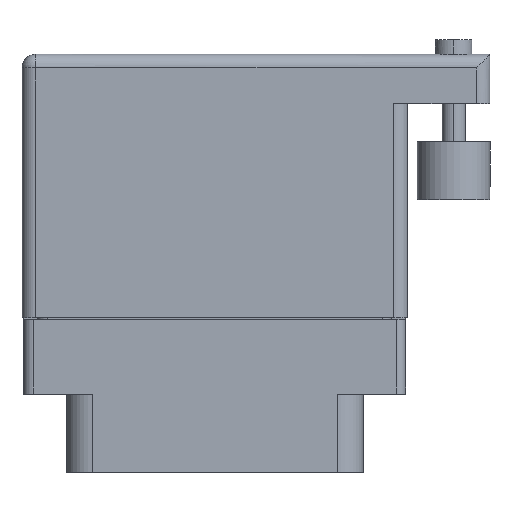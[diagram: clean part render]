
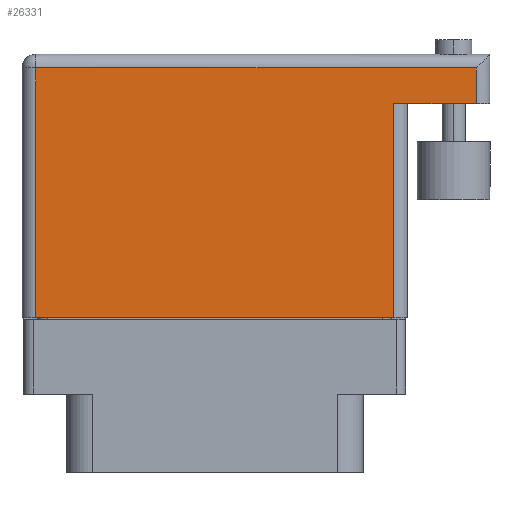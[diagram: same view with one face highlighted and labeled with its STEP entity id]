
A CAD part, front view. The second image highlights one B-rep face of the part: STEP entity #26331.
In plain terms, the highlighted face is planar.
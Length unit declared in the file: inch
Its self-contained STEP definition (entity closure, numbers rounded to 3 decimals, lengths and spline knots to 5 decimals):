
#177 = ORIENTED_EDGE ( 'NONE', *, *, #3035, .T. ) ;
#436 = ORIENTED_EDGE ( 'NONE', *, *, #5716, .T. ) ;
#1095 = LINE ( 'NONE', #17330, #25458 ) ;
#1361 = FACE_OUTER_BOUND ( 'NONE', #25535, .T. ) ;
#2042 = VERTEX_POINT ( 'NONE', #4454 ) ;
#3035 = EDGE_CURVE ( 'NONE', #2042, #8791, #21642, .T. ) ;
#3143 = DIRECTION ( 'NONE',  ( 0., 1., 0. ) ) ;
#3224 = CARTESIAN_POINT ( 'NONE',  ( -0.6625, 0.806, 0.3575 ) ) ;
#3486 = DIRECTION ( 'NONE',  ( 0., 0., -1. ) ) ;
#3869 = VERTEX_POINT ( 'NONE', #17197 ) ;
#4430 = CARTESIAN_POINT ( 'NONE',  ( 0.6155, 0.636, 0.3575 ) ) ;
#4454 = CARTESIAN_POINT ( 'NONE',  ( 0.8995, 0.636, 0.3575 ) ) ;
#5061 = CARTESIAN_POINT ( 'NONE',  ( -0.6155, -0.1, 0.3575 ) ) ;
#5408 = VECTOR ( 'NONE', #3143, 39.37008 ) ;
#5654 = ORIENTED_EDGE ( 'NONE', *, *, #6471, .F. ) ;
#5716 = EDGE_CURVE ( 'NONE', #12300, #21302, #1095, .T. ) ;
#6471 = EDGE_CURVE ( 'NONE', #2042, #21302, #11372, .T. ) ;
#7458 = CARTESIAN_POINT ( 'NONE',  ( -0.6625, 0.759, 0.3575 ) ) ;
#7639 = CARTESIAN_POINT ( 'NONE',  ( 0.9465, 0.636, 0.3575 ) ) ;
#8021 = VERTEX_POINT ( 'NONE', #24998 ) ;
#8791 = VERTEX_POINT ( 'NONE', #20751 ) ;
#9093 = PLANE ( 'NONE',  #22841 ) ;
#11272 = DIRECTION ( 'NONE',  ( 1., 0., 0. ) ) ;
#11372 = LINE ( 'NONE', #7639, #13926 ) ;
#12300 = VERTEX_POINT ( 'NONE', #20807 ) ;
#12304 = EDGE_CURVE ( 'NONE', #3869, #8021, #18798, .T. ) ;
#13926 = VECTOR ( 'NONE', #18046, 39.37008 ) ;
#15086 = DIRECTION ( 'NONE',  ( -1., 0., 0. ) ) ;
#15718 = DIRECTION ( 'NONE',  ( -1., 0., 0. ) ) ;
#15728 = DIRECTION ( 'NONE',  ( 0., 1., 0. ) ) ;
#15902 = CARTESIAN_POINT ( 'NONE',  ( -0.6625, -0.1, 0.3575 ) ) ;
#17004 = LINE ( 'NONE', #15902, #21361 ) ;
#17197 = CARTESIAN_POINT ( 'NONE',  ( -0.6155, 0.759, 0.3575 ) ) ;
#17330 = CARTESIAN_POINT ( 'NONE',  ( 0.6155, 0.636, 0.3575 ) ) ;
#17778 = ORIENTED_EDGE ( 'NONE', *, *, #22189, .T. ) ;
#18046 = DIRECTION ( 'NONE',  ( -1., 0., 0. ) ) ;
#18112 = ORIENTED_EDGE ( 'NONE', *, *, #18349, .T. ) ;
#18333 = VECTOR ( 'NONE', #21067, 39.37008 ) ;
#18349 = EDGE_CURVE ( 'NONE', #8791, #3869, #25614, .T. ) ;
#18798 = LINE ( 'NONE', #5061, #18333 ) ;
#18978 = ORIENTED_EDGE ( 'NONE', *, *, #12304, .T. ) ;
#19267 = VECTOR ( 'NONE', #15718, 39.37008 ) ;
#19782 = CARTESIAN_POINT ( 'NONE',  ( 0.8995, 0.806, 0.3575 ) ) ;
#20751 = CARTESIAN_POINT ( 'NONE',  ( 0.8995, 0.759, 0.3575 ) ) ;
#20807 = CARTESIAN_POINT ( 'NONE',  ( 0.6155, -0.1, 0.3575 ) ) ;
#21067 = DIRECTION ( 'NONE',  ( 0., -1., 0. ) ) ;
#21302 = VERTEX_POINT ( 'NONE', #4430 ) ;
#21361 = VECTOR ( 'NONE', #11272, 39.37008 ) ;
#21642 = LINE ( 'NONE', #19782, #5408 ) ;
#22189 = EDGE_CURVE ( 'NONE', #8021, #12300, #17004, .T. ) ;
#22841 = AXIS2_PLACEMENT_3D ( 'NONE', #3224, #3486, #15086 ) ;
#24998 = CARTESIAN_POINT ( 'NONE',  ( -0.6155, -0.1, 0.3575 ) ) ;
#25458 = VECTOR ( 'NONE', #15728, 39.37008 ) ;
#25535 = EDGE_LOOP ( 'NONE', ( #17778, #436, #5654, #177, #18112, #18978 ) ) ;
#25614 = LINE ( 'NONE', #7458, #19267 ) ;
#26331 = ADVANCED_FACE ( 'NONE', ( #1361 ), #9093, .F. ) ;
